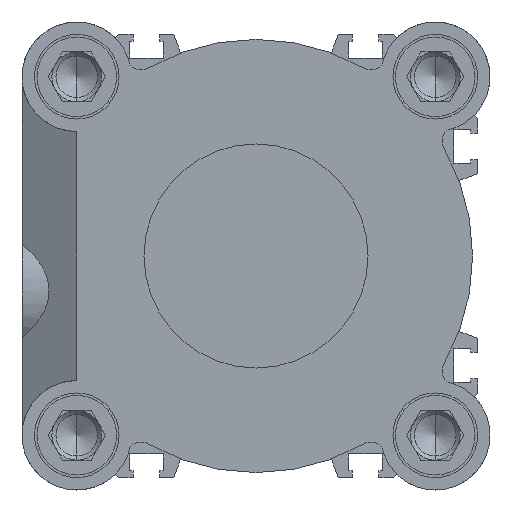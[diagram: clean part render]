
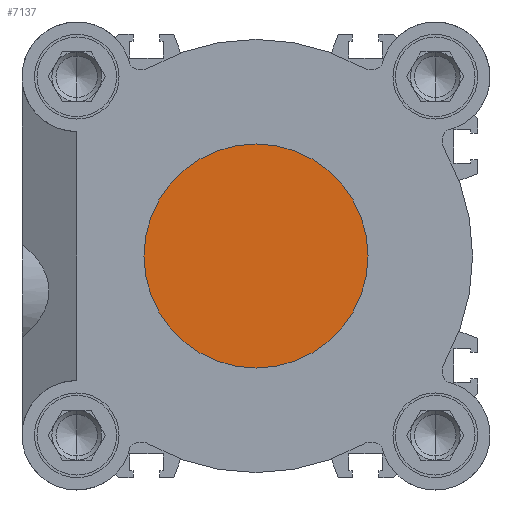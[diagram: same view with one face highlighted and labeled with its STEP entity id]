
A CAD part, left-side view. The second image highlights one B-rep face of the part: STEP entity #7137.
In plain terms, the highlighted face is planar.
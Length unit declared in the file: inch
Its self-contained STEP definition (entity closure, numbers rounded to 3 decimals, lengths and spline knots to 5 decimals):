
#254 = VERTEX_POINT ( 'NONE', #6270 ) ;
#741 = DIRECTION ( 'NONE',  ( -1., 0., 0. ) ) ;
#2321 = CIRCLE ( 'NONE', #9451, 0.88583 ) ;
#2712 = CARTESIAN_POINT ( 'NONE',  ( 1.65354, 0.88583, 0. ) ) ;
#2876 = AXIS2_PLACEMENT_3D ( 'NONE', #10401, #4467, #11367 ) ;
#3030 = EDGE_CURVE ( 'NONE', #8255, #254, #6968, .T. ) ;
#4152 = CARTESIAN_POINT ( 'NONE',  ( 1.65354, 0., 0. ) ) ;
#4467 = DIRECTION ( 'NONE',  ( -1., 0., 0. ) ) ;
#4587 = EDGE_LOOP ( 'NONE', ( #5402, #5635 ) ) ;
#4726 = FACE_OUTER_BOUND ( 'NONE', #4587, .T. ) ;
#4957 = CARTESIAN_POINT ( 'NONE',  ( 1.65354, 0., 0.88583 ) ) ;
#5160 = DIRECTION ( 'NONE',  ( 0., 0., 1. ) ) ;
#5402 = ORIENTED_EDGE ( 'NONE', *, *, #3030, .F. ) ;
#5635 = ORIENTED_EDGE ( 'NONE', *, *, #10540, .F. ) ;
#6270 = CARTESIAN_POINT ( 'NONE',  ( 1.65354, 0., -0.88583 ) ) ;
#6741 = PLANE ( 'NONE',  #9768 ) ;
#6968 = CIRCLE ( 'NONE', #2876, 0.88583 ) ;
#7137 = ADVANCED_FACE ( 'NONE', ( #4726 ), #6741, .F. ) ;
#7726 = DIRECTION ( 'NONE',  ( 0., 0., 1. ) ) ;
#8255 = VERTEX_POINT ( 'NONE', #4957 ) ;
#9451 = AXIS2_PLACEMENT_3D ( 'NONE', #4152, #11068, #5160 ) ;
#9768 = AXIS2_PLACEMENT_3D ( 'NONE', #2712, #741, #7726 ) ;
#10401 = CARTESIAN_POINT ( 'NONE',  ( 1.65354, 0., 0. ) ) ;
#10540 = EDGE_CURVE ( 'NONE', #254, #8255, #2321, .T. ) ;
#11068 = DIRECTION ( 'NONE',  ( -1., 0., 0. ) ) ;
#11367 = DIRECTION ( 'NONE',  ( 0., 0., 1. ) ) ;
